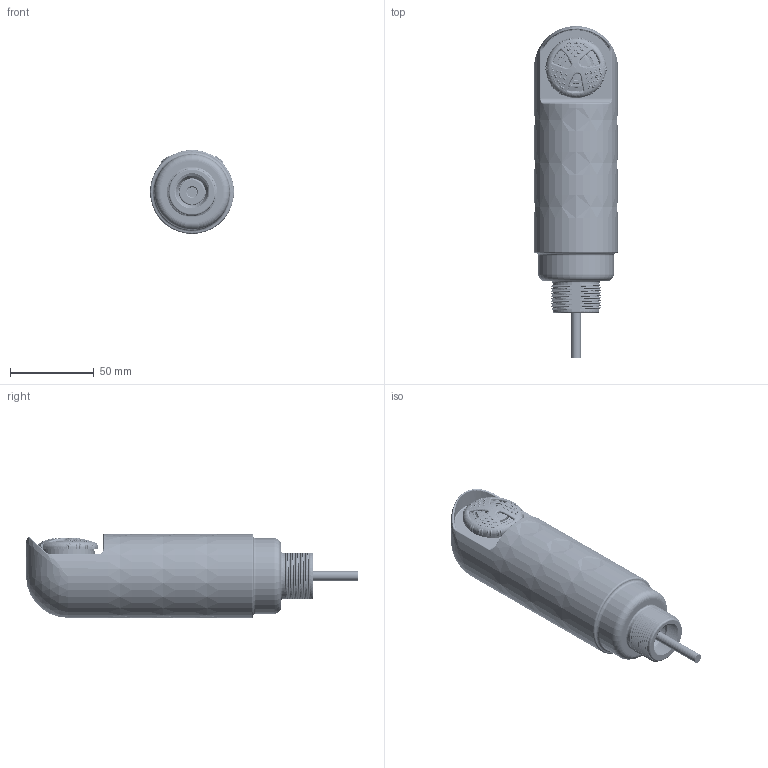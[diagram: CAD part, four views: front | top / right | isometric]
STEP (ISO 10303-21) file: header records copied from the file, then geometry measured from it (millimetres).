
FILE_DESCRIPTION((''),'2;1');
FILE_NAME('160290_ASM','2014-06-26T',('pdmadmin'),(''),'PRO/ENGINEER BY PARAMETRIC TECHNOLOGY CORPORATION, 2013230','PRO/ENGINEER BY PARAMETRIC TECHNOLOGY CORPORATION, 2013230','');
FILE_SCHEMA(('CONFIG_CONTROL_DESIGN'));
Products named in the file (15): 140410; 158231_WEB; 158948; 153229; 62676; 62677; CABLE_215; 153843_MAIN_BODY; 153843_M100PIEZO; 153843_WIRES; 153843_GASKET; 153843_NUT; 153843_VOLUME_ADJUST; 153843_ASM; 160290_ASM
Assembly tree (19 placements, depth 3):
  160290_ASM
    140410
    158231_WEB  x3
    158948  x3
    153229
    62676
    62677
    CABLE_215
    153843_ASM
      153843_MAIN_BODY
      153843_M100PIEZO
      153843_WIRES
      153843_GASKET
      153843_NUT
      153843_VOLUME_ADJUST
    153843_VOLUME_ADJUST
Bounding box: 50 x 197.6 x 50 mm (x, y, z)
Volume: 103030.6 mm3; surface area: 120115.8 mm2
Topology: 17 solids, 99 shells, 3612 faces, 9991 edges, 6468 vertices
Faces by surface type: plane 1123, cylinder 895, bspline 845, torus 334, cone 316, sphere 48, extrusion 45, revolution 6
Entity records: 220847 total; most frequent: CARTESIAN_POINT 165065, ORIENTED_EDGE 12572, DIRECTION 9881, EDGE_CURVE 6527, VERTEX_POINT 4224, AXIS2_PLACEMENT_3D 3743, EDGE_LOOP 2475, VECTOR 2392
